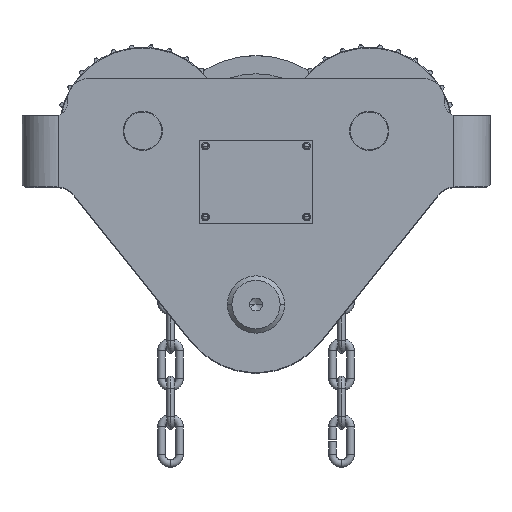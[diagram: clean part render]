
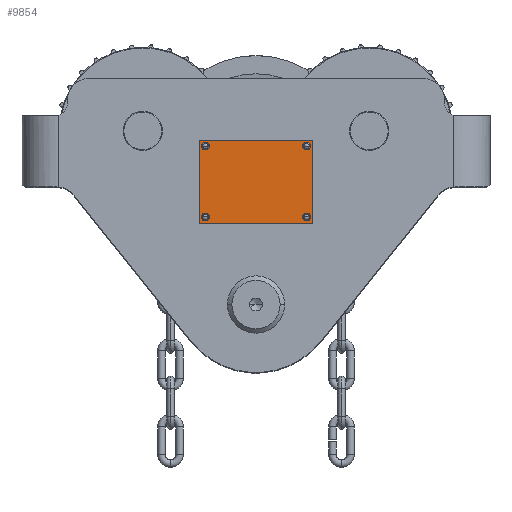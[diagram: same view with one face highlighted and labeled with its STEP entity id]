
A CAD part, top view. The second image highlights one B-rep face of the part: STEP entity #9854.
In plain terms, the highlighted planar face has unit normal (0, 0, 1).
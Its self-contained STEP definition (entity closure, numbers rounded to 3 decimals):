
#9389 = EDGE_CURVE ( 'NONE', #9640, #9391, #55651, .T. ) ;
#9391 = VERTEX_POINT ( 'NONE', #55646 ) ;
#9420 = EDGE_CURVE ( 'NONE', #9421, #9423, #55630, .T. ) ;
#9421 = VERTEX_POINT ( 'NONE', #55626 ) ;
#9423 = VERTEX_POINT ( 'NONE', #55625 ) ;
#9462 = VERTEX_POINT ( 'NONE', #55687 ) ;
#9472 = VERTEX_POINT ( 'NONE', #55808 ) ;
#9483 = EDGE_CURVE ( 'NONE', #9472, #9485, #55797, .T. ) ;
#9485 = VERTEX_POINT ( 'NONE', #55792 ) ;
#9491 = VERTEX_POINT ( 'NONE', #55791 ) ;
#9499 = EDGE_CURVE ( 'NONE', #9491, #9504, #55784, .T. ) ;
#9504 = VERTEX_POINT ( 'NONE', #55682 ) ;
#9538 = EDGE_CURVE ( 'NONE', #9462, #9544, #55846, .T. ) ;
#9544 = VERTEX_POINT ( 'NONE', #55841 ) ;
#9629 = EDGE_CURVE ( 'NONE', #9631, #9421, #55764, .T. ) ;
#9631 = VERTEX_POINT ( 'NONE', #55760 ) ;
#9640 = VERTEX_POINT ( 'NONE', #55750 ) ;
#9723 = EDGE_CURVE ( 'NONE', #9725, #9631, #55975, .T. ) ;
#9725 = VERTEX_POINT ( 'NONE', #55971 ) ;
#9794 = ORIENTED_EDGE ( 'NONE', *, *, #9796, .F. ) ;
#9796 = EDGE_CURVE ( 'NONE', #9391, #9640, #56072, .T. ) ;
#9798 = ORIENTED_EDGE ( 'NONE', *, *, #9389, .F. ) ;
#9800 = EDGE_LOOP ( 'NONE', ( #9803, #9864 ) ) ;
#9803 = ORIENTED_EDGE ( 'NONE', *, *, #9843, .F. ) ;
#9808 = EDGE_CURVE ( 'NONE', #9423, #9725, #56124, .T. ) ;
#9843 = EDGE_CURVE ( 'NONE', #9485, #9472, #55949, .T. ) ;
#9854 = ADVANCED_FACE ( 'NONE', ( #56215, #56214, #56213, #56212, #56211 ), #56219, .F. ) ;
#9864 = ORIENTED_EDGE ( 'NONE', *, *, #9483, .F. ) ;
#9865 = EDGE_LOOP ( 'NONE', ( #9867, #9909 ) ) ;
#9867 = ORIENTED_EDGE ( 'NONE', *, *, #9869, .F. ) ;
#9869 = EDGE_CURVE ( 'NONE', #9504, #9491, #56197, .T. ) ;
#9909 = ORIENTED_EDGE ( 'NONE', *, *, #9499, .F. ) ;
#9911 = EDGE_LOOP ( 'NONE', ( #9913, #9917 ) ) ;
#9913 = ORIENTED_EDGE ( 'NONE', *, *, #9915, .F. ) ;
#9915 = EDGE_CURVE ( 'NONE', #9544, #9462, #56153, .T. ) ;
#9917 = ORIENTED_EDGE ( 'NONE', *, *, #9538, .F. ) ;
#9918 = EDGE_LOOP ( 'NONE', ( #9920, #9922, #9925, #9927 ) ) ;
#9920 = ORIENTED_EDGE ( 'NONE', *, *, #9420, .T. ) ;
#9922 = ORIENTED_EDGE ( 'NONE', *, *, #9808, .T. ) ;
#9925 = ORIENTED_EDGE ( 'NONE', *, *, #9723, .T. ) ;
#9927 = ORIENTED_EDGE ( 'NONE', *, *, #9629, .T. ) ;
#9951 = EDGE_LOOP ( 'NONE', ( #9794, #9798 ) ) ;
#55625 = CARTESIAN_POINT ( 'NONE',  ( 105.5, -96., 227.5 ) ) ;
#55626 = CARTESIAN_POINT ( 'NONE',  ( 105.5, -41., 227.5 ) ) ;
#55627 = DIRECTION ( 'NONE',  ( 0., -1., 0. ) ) ;
#55628 = VECTOR ( 'NONE', #55627, 1000. ) ;
#55629 = CARTESIAN_POINT ( 'NONE',  ( 105.5, -96., 227.5 ) ) ;
#55630 = LINE ( 'NONE', #55629, #55628 ) ;
#55646 = CARTESIAN_POINT ( 'NONE',  ( 178.25, -92., 227.5 ) ) ;
#55647 = DIRECTION ( 'NONE',  ( 1., 0., 0. ) ) ;
#55648 = DIRECTION ( 'NONE',  ( 0., 0., 1. ) ) ;
#55649 = CARTESIAN_POINT ( 'NONE',  ( 176.5, -92., 227.5 ) ) ;
#55650 = AXIS2_PLACEMENT_3D ( 'NONE', #55649, #55648, #55647 ) ;
#55651 = CIRCLE ( 'NONE', #55650, 1.75 ) ;
#55682 = CARTESIAN_POINT ( 'NONE',  ( 178.25, -45., 227.5 ) ) ;
#55683 = DIRECTION ( 'NONE',  ( 1., 0., 0. ) ) ;
#55684 = DIRECTION ( 'NONE',  ( 0., 0., 1. ) ) ;
#55685 = CARTESIAN_POINT ( 'NONE',  ( 176.5, -45., 227.5 ) ) ;
#55686 = AXIS2_PLACEMENT_3D ( 'NONE', #55685, #55684, #55683 ) ;
#55687 = CARTESIAN_POINT ( 'NONE',  ( 107.75, -45., 227.5 ) ) ;
#55750 = CARTESIAN_POINT ( 'NONE',  ( 174.75, -92., 227.5 ) ) ;
#55760 = CARTESIAN_POINT ( 'NONE',  ( 180.5, -41., 227.5 ) ) ;
#55761 = DIRECTION ( 'NONE',  ( -1., 0., 0. ) ) ;
#55762 = VECTOR ( 'NONE', #55761, 1000. ) ;
#55763 = CARTESIAN_POINT ( 'NONE',  ( 105.5, -41., 227.5 ) ) ;
#55764 = LINE ( 'NONE', #55763, #55762 ) ;
#55784 = CIRCLE ( 'NONE', #55686, 1.75 ) ;
#55791 = CARTESIAN_POINT ( 'NONE',  ( 174.75, -45., 227.5 ) ) ;
#55792 = CARTESIAN_POINT ( 'NONE',  ( 111.25, -92., 227.5 ) ) ;
#55793 = DIRECTION ( 'NONE',  ( 1., 0., 0. ) ) ;
#55794 = DIRECTION ( 'NONE',  ( 0., 0., 1. ) ) ;
#55795 = CARTESIAN_POINT ( 'NONE',  ( 109.5, -92., 227.5 ) ) ;
#55796 = AXIS2_PLACEMENT_3D ( 'NONE', #55795, #55794, #55793 ) ;
#55797 = CIRCLE ( 'NONE', #55796, 1.75 ) ;
#55808 = CARTESIAN_POINT ( 'NONE',  ( 107.75, -92., 227.5 ) ) ;
#55841 = CARTESIAN_POINT ( 'NONE',  ( 111.25, -45., 227.5 ) ) ;
#55842 = DIRECTION ( 'NONE',  ( 1., 0., 0. ) ) ;
#55843 = DIRECTION ( 'NONE',  ( 0., 0., 1. ) ) ;
#55844 = CARTESIAN_POINT ( 'NONE',  ( 109.5, -45., 227.5 ) ) ;
#55845 = AXIS2_PLACEMENT_3D ( 'NONE', #55844, #55843, #55842 ) ;
#55846 = CIRCLE ( 'NONE', #55845, 1.75 ) ;
#55945 = DIRECTION ( 'NONE',  ( 1., 0., 0. ) ) ;
#55946 = DIRECTION ( 'NONE',  ( 0., 0., 1. ) ) ;
#55947 = CARTESIAN_POINT ( 'NONE',  ( 109.5, -92., 227.5 ) ) ;
#55948 = AXIS2_PLACEMENT_3D ( 'NONE', #55947, #55946, #55945 ) ;
#55949 = CIRCLE ( 'NONE', #55948, 1.75 ) ;
#55971 = CARTESIAN_POINT ( 'NONE',  ( 180.5, -96., 227.5 ) ) ;
#55972 = DIRECTION ( 'NONE',  ( 0., 1., 0. ) ) ;
#55973 = VECTOR ( 'NONE', #55972, 1000. ) ;
#55974 = CARTESIAN_POINT ( 'NONE',  ( 180.5, -96., 227.5 ) ) ;
#55975 = LINE ( 'NONE', #55974, #55973 ) ;
#56068 = DIRECTION ( 'NONE',  ( 1., 0., 0. ) ) ;
#56069 = DIRECTION ( 'NONE',  ( 0., 0., 1. ) ) ;
#56070 = CARTESIAN_POINT ( 'NONE',  ( 176.5, -92., 227.5 ) ) ;
#56071 = AXIS2_PLACEMENT_3D ( 'NONE', #56070, #56069, #56068 ) ;
#56072 = CIRCLE ( 'NONE', #56071, 1.75 ) ;
#56121 = DIRECTION ( 'NONE',  ( 1., 0., 0. ) ) ;
#56122 = VECTOR ( 'NONE', #56121, 1000. ) ;
#56123 = CARTESIAN_POINT ( 'NONE',  ( 105.5, -96., 227.5 ) ) ;
#56124 = LINE ( 'NONE', #56123, #56122 ) ;
#56149 = DIRECTION ( 'NONE',  ( 1., 0., 0. ) ) ;
#56150 = DIRECTION ( 'NONE',  ( 0., 0., 1. ) ) ;
#56151 = CARTESIAN_POINT ( 'NONE',  ( 109.5, -45., 227.5 ) ) ;
#56152 = AXIS2_PLACEMENT_3D ( 'NONE', #56151, #56150, #56149 ) ;
#56153 = CIRCLE ( 'NONE', #56152, 1.75 ) ;
#56190 = DIRECTION ( 'NONE',  ( 1., 0., 0. ) ) ;
#56191 = DIRECTION ( 'NONE',  ( 0., 0., 1. ) ) ;
#56192 = CARTESIAN_POINT ( 'NONE',  ( 176.5, -45., 227.5 ) ) ;
#56193 = AXIS2_PLACEMENT_3D ( 'NONE', #56192, #56191, #56190 ) ;
#56197 = CIRCLE ( 'NONE', #56193, 1.75 ) ;
#56206 = DIRECTION ( 'NONE',  ( -1., 0., 0. ) ) ;
#56207 = DIRECTION ( 'NONE',  ( 0., 0., -1. ) ) ;
#56209 = CARTESIAN_POINT ( 'NONE',  ( 105.5, -41., 227.5 ) ) ;
#56210 = AXIS2_PLACEMENT_3D ( 'NONE', #56209, #56207, #56206 ) ;
#56211 = FACE_OUTER_BOUND ( 'NONE', #9918, .T. ) ;
#56212 = FACE_BOUND ( 'NONE', #9911, .T. ) ;
#56213 = FACE_BOUND ( 'NONE', #9865, .T. ) ;
#56214 = FACE_BOUND ( 'NONE', #9800, .T. ) ;
#56215 = FACE_BOUND ( 'NONE', #9951, .T. ) ;
#56219 = PLANE ( 'NONE',  #56210 ) ;
